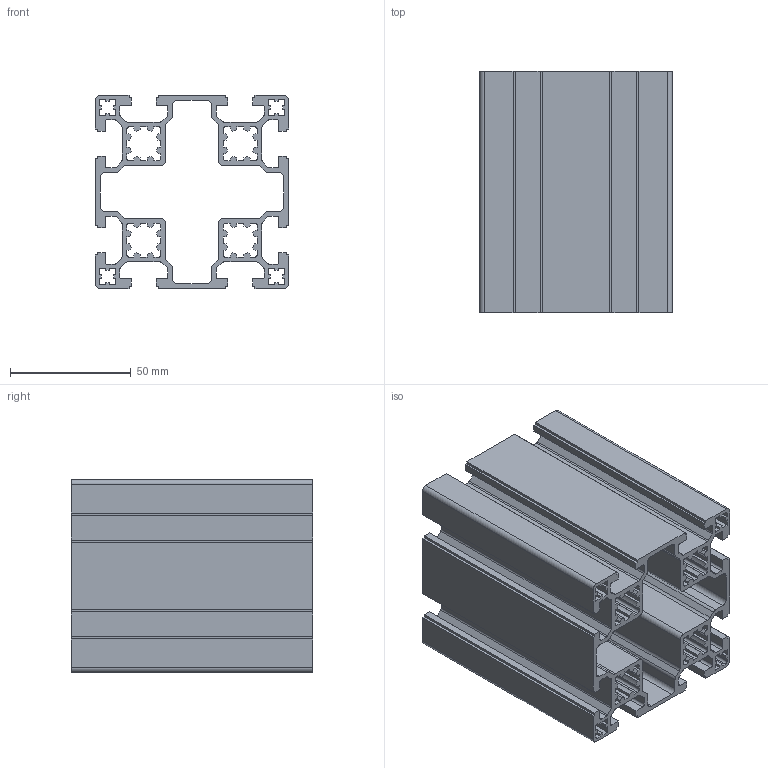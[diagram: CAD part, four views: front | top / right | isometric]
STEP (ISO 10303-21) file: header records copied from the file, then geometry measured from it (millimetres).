
FILE_DESCRIPTION(/* description */ (''),/* implementation_level */ '2;1');
FILE_NAME(/* name */ 'AST08008008.step',/* time_stamp */ '2024-04-29T16:06:24+01:00',/* author */ ('project'),/* organization */ (''),/* preprocessor_version */ 'ST-DEVELOPER v19',/* originating_system */ 'Autodesk Inventor 2023',/* authorisation */ '');
FILE_SCHEMA (('AUTOMOTIVE_DESIGN { 1 0 10303 214 3 1 1 }'));
Length unit declared in the file: metre
Products named in the file (1): AST08008008
Bounding box: 80 x 100 x 80 mm (x, y, z)
Volume: 152614.8 mm3; surface area: 136585.9 mm2
Topology: 1 solids, 1 shells, 502 faces, 1500 edges, 1000 vertices
Faces by surface type: plane 370, cylinder 132
Entity records: 16876 total; most frequent: CARTESIAN_POINT 3003, ORIENTED_EDGE 3000, DIRECTION 2770, EDGE_CURVE 1500, LINE 1236, VECTOR 1236, VERTEX_POINT 1000, AXIS2_PLACEMENT_3D 767
